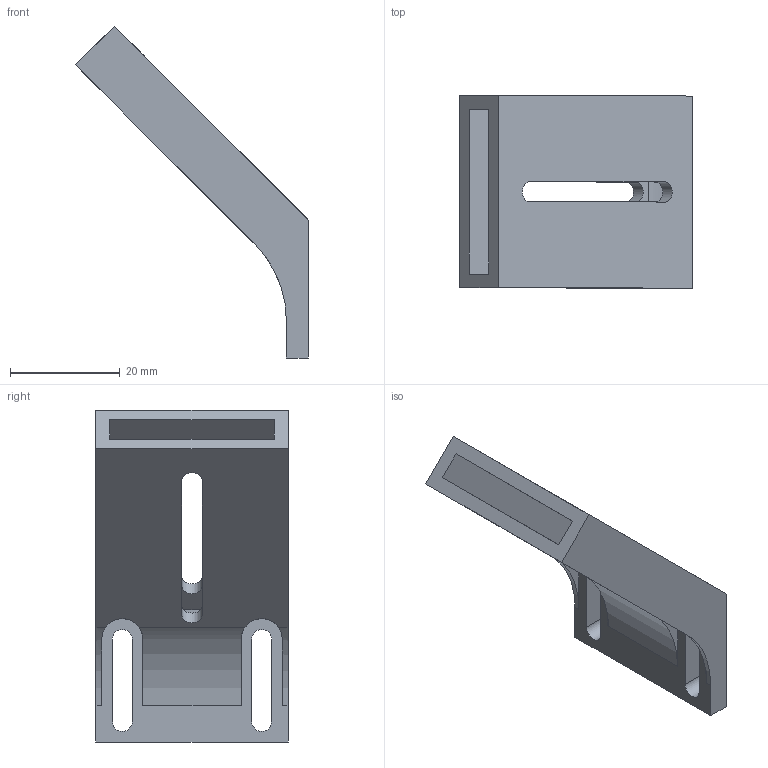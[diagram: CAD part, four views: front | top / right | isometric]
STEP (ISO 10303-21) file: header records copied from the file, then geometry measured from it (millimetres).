
FILE_DESCRIPTION(/* description */ (''),/* implementation_level */ '2;1');
FILE_NAME(/* name */ 'Base v9.step',/* time_stamp */ '2017-12-04T17:40:58-08:00',/* author */ ('sigma_4161'),/* organization */ (''),/* preprocessor_version */ 'ST-DEVELOPER v16.13',/* originating_system */ 'Autodesk Translation Framework v6.5.0.72',/* authorisation */ '');
FILE_SCHEMA (('AUTOMOTIVE_DESIGN { 1 0 10303 214 3 1 1 }'));
Length unit declared in the file: millimetre
Products named in the file (1): Base
Bounding box: 42.43 x 35 x 60.5 mm (x, y, z)
Volume: 12329 mm3; surface area: 10405.1 mm2
Topology: 1 solids, 1 shells, 43 faces, 120 edges, 80 vertices
Faces by surface type: plane 27, cylinder 16
Entity records: 1462 total; most frequent: CARTESIAN_POINT 274, ORIENTED_EDGE 240, DIRECTION 236, EDGE_CURVE 120, LINE 80, VECTOR 80, VERTEX_POINT 80, AXIS2_PLACEMENT_3D 78
